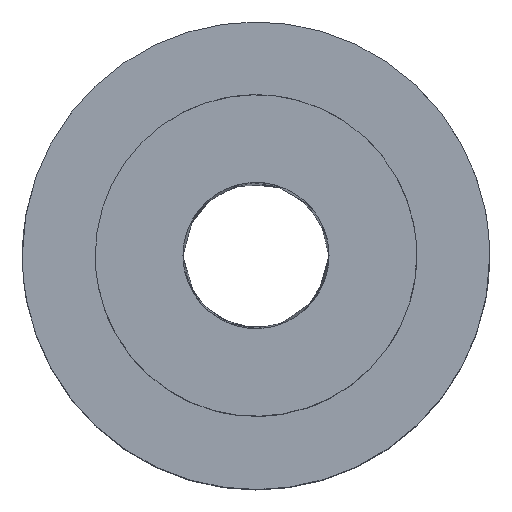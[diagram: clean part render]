
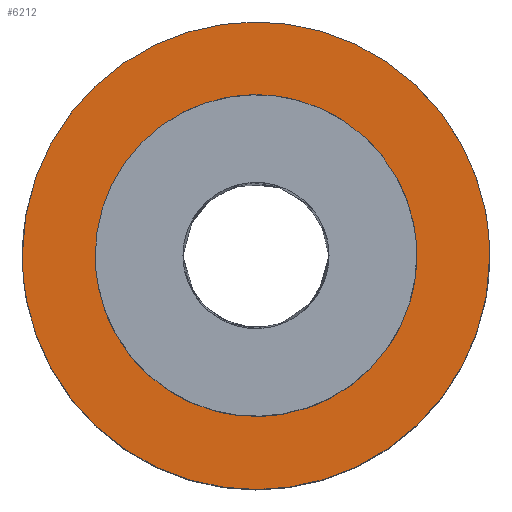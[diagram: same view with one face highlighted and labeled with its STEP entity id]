
A CAD part, top view. The second image highlights one B-rep face of the part: STEP entity #6212.
In plain terms, the highlighted free-form (B-spline) face has degree [1, 1] with [2, 2] control points.
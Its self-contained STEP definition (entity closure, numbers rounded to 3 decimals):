
#1447 = EDGE_CURVE('',#1448,#1450,#1452,.T.);
#1448 = VERTEX_POINT('',#1449);
#1449 = CARTESIAN_POINT('',(-17.624,0.,19.827));
#1450 = VERTEX_POINT('',#1451);
#1451 = CARTESIAN_POINT('',(17.624,0.,
    19.827));
#1452 = ( BOUNDED_CURVE() B_SPLINE_CURVE(2,(#1453,#1454,#1455,#1456,
#1457),.UNSPECIFIED.,.F.,.F.) B_SPLINE_CURVE_WITH_KNOTS((3,2,3),(0.,
1.571,3.142),.PIECEWISE_BEZIER_KNOTS.) CURVE() 
GEOMETRIC_REPRESENTATION_ITEM() RATIONAL_B_SPLINE_CURVE((1.,
0.707,1.,0.707,1.)) REPRESENTATION_ITEM('') );
#1453 = CARTESIAN_POINT('',(-17.624,0.,19.827));
#1454 = CARTESIAN_POINT('',(-17.624,17.624,
    19.827));
#1455 = CARTESIAN_POINT('',(0.,17.624,
    19.827));
#1456 = CARTESIAN_POINT('',(17.624,17.624,
    19.827));
#1457 = CARTESIAN_POINT('',(17.624,0.,
    19.827));
#1571 = VERTEX_POINT('',#1572);
#1572 = CARTESIAN_POINT('',(12.117,0.,
    19.827));
#1577 = EDGE_CURVE('',#1578,#1571,#1580,.T.);
#1578 = VERTEX_POINT('',#1579);
#1579 = CARTESIAN_POINT('',(-12.117,0.,19.827));
#1580 = ( BOUNDED_CURVE() B_SPLINE_CURVE(2,(#1581,#1582,#1583,#1584,
#1585),.UNSPECIFIED.,.F.,.F.) B_SPLINE_CURVE_WITH_KNOTS((3,2,3),(0.,
1.571,3.142),.PIECEWISE_BEZIER_KNOTS.) CURVE() 
GEOMETRIC_REPRESENTATION_ITEM() RATIONAL_B_SPLINE_CURVE((1.,
0.707,1.,0.707,1.)) REPRESENTATION_ITEM('') );
#1581 = CARTESIAN_POINT('',(-12.117,0.,19.827));
#1582 = CARTESIAN_POINT('',(-12.117,12.117,
    19.827));
#1583 = CARTESIAN_POINT('',(0.,12.117,
    19.827));
#1584 = CARTESIAN_POINT('',(12.117,12.117,
    19.827));
#1585 = CARTESIAN_POINT('',(12.117,0.,
    19.827));
#2956 = EDGE_CURVE('',#1571,#1578,#2957,.T.);
#2957 = ( BOUNDED_CURVE() B_SPLINE_CURVE(2,(#2958,#2959,#2960,#2961,
#2962),.UNSPECIFIED.,.F.,.F.) B_SPLINE_CURVE_WITH_KNOTS((3,2,3),(
    3.142,4.712,6.283),
.PIECEWISE_BEZIER_KNOTS.) CURVE() GEOMETRIC_REPRESENTATION_ITEM() 
RATIONAL_B_SPLINE_CURVE((1.,0.707,1.,0.707,1.)) 
REPRESENTATION_ITEM('') );
#2958 = CARTESIAN_POINT('',(12.117,0.,
    19.827));
#2959 = CARTESIAN_POINT('',(12.117,-12.117,
    19.827));
#2960 = CARTESIAN_POINT('',(0.,-12.117,
    19.827));
#2961 = CARTESIAN_POINT('',(-12.117,-12.117,
    19.827));
#2962 = CARTESIAN_POINT('',(-12.117,0.,
    19.827));
#3014 = EDGE_CURVE('',#1450,#1448,#3015,.T.);
#3015 = ( BOUNDED_CURVE() B_SPLINE_CURVE(2,(#3016,#3017,#3018,#3019,
#3020),.UNSPECIFIED.,.F.,.F.) B_SPLINE_CURVE_WITH_KNOTS((3,2,3),(
    3.142,4.712,6.283),
.PIECEWISE_BEZIER_KNOTS.) CURVE() GEOMETRIC_REPRESENTATION_ITEM() 
RATIONAL_B_SPLINE_CURVE((1.,0.707,1.,0.707,1.)) 
REPRESENTATION_ITEM('') );
#3016 = CARTESIAN_POINT('',(17.624,0.,
    19.827));
#3017 = CARTESIAN_POINT('',(17.624,-17.624,
    19.827));
#3018 = CARTESIAN_POINT('',(0.,-17.624,
    19.827));
#3019 = CARTESIAN_POINT('',(-17.624,-17.624,
    19.827));
#3020 = CARTESIAN_POINT('',(-17.624,0.,
    19.827));
#6212 = ADVANCED_FACE('',(#6213,#6217),#6221,.F.);
#6213 = FACE_BOUND('',#6214,.T.);
#6214 = EDGE_LOOP('',(#6215,#6216));
#6215 = ORIENTED_EDGE('',*,*,#1577,.T.);
#6216 = ORIENTED_EDGE('',*,*,#2956,.T.);
#6217 = FACE_BOUND('',#6218,.T.);
#6218 = EDGE_LOOP('',(#6219,#6220));
#6219 = ORIENTED_EDGE('',*,*,#1447,.F.);
#6220 = ORIENTED_EDGE('',*,*,#3014,.F.);
#6221 = B_SPLINE_SURFACE_WITH_KNOTS('',1,1,(
    (#6222,#6223)
    ,(#6224,#6225
    )),.UNSPECIFIED.,.F.,.F.,.F.,(2,2),(2,2),(-16.,16.),(-16.,16.),
  .PIECEWISE_BEZIER_KNOTS.);
#6222 = CARTESIAN_POINT('',(17.624,-17.624,
    19.827));
#6223 = CARTESIAN_POINT('',(17.624,17.624,
    19.827));
#6224 = CARTESIAN_POINT('',(-17.624,-17.624,
    19.827));
#6225 = CARTESIAN_POINT('',(-17.624,17.624,
    19.827));
